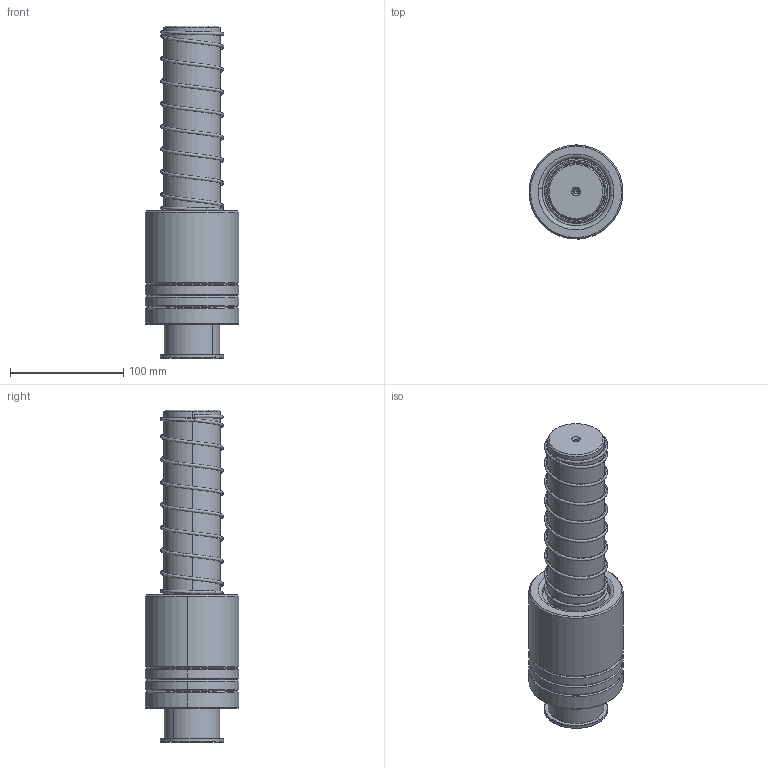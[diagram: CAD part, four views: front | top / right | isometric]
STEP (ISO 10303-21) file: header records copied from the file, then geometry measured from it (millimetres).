
FILE_DESCRIPTION (( 'STEP AP214' ), '1' );
FILE_NAME ('LKSH LKJH-D50-L260(BL-100).STEP', '2021-08-11T07:58:38', ( '' ), ( '' ), 'SwSTEP 2.0', 'SolidWorks 2016', '' );
FILE_SCHEMA (( 'AUTOMOTIVE_DESIGN' ));
Length unit declared in the file: millimetre
Products named in the file (257): BALL-D5; LKSH LKJH-D50-L260(BL-100); TBB-D83-d60-L100; HWP-D55.7-50.5-L150; DSPK-D50-L260; GTK-D56-d49; BSH-D59.5-50.5-L90郪蚾; BSH-59.5-50.5-L90
Assembly tree (251 placements, depth 3):
  BALL-D5
  BALL-D5
  LKSH LKJH-D50-L260(BL-100)
    BSH-D59.5-50.5-L90郪蚾
      BSH-59.5-50.5-L90
    HWP-D55.7-50.5-L150
  BALL-D5
  BALL-D5
Bounding box: 82.77 x 82.88 x 293 mm (x, y, z)
Volume: 901799.6 mm3; surface area: 186482.2 mm2
Topology: 247 solids, 247 shells, 1101 faces, 4670 edges, 3090 vertices
Faces by surface type: sphere 968, cone 46, cylinder 36, plane 21, torus 16, bspline 14
Entity records: 49203 total; most frequent: CARTESIAN_POINT 28836, ORIENTED_EDGE 3524, DIRECTION 3086, EDGE_CURVE 1762, AXIS2_PLACEMENT_3D 1492, VERTEX_POINT 1152, EDGE_LOOP 1106, B_SPLINE_CURVE_WITH_KNOTS 1028
